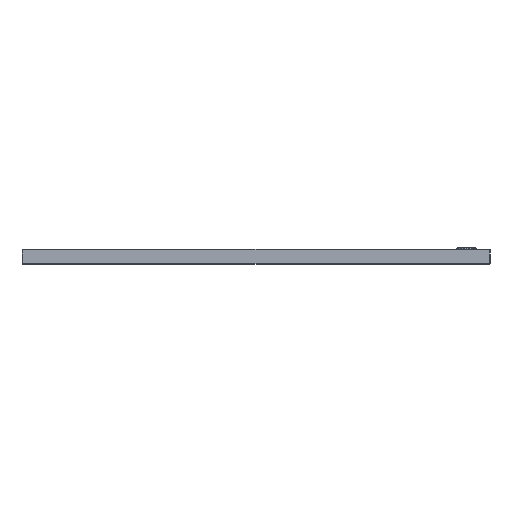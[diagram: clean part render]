
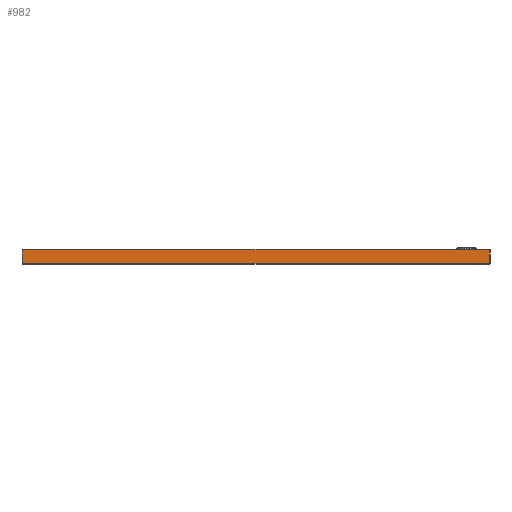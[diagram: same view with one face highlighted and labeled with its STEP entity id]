
A CAD part, left-side view. The second image highlights one B-rep face of the part: STEP entity #982.
In plain terms, the highlighted planar face has unit normal (-1, 0, 0).
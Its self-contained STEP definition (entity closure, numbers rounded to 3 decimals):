
#66 = DIRECTION ( 'NONE',  ( 0., 0., -1. ) ) ;
#89 = CARTESIAN_POINT ( 'NONE',  ( 0., 0., 19. ) ) ;
#102 = DIRECTION ( 'NONE',  ( 1., 0., 0. ) ) ;
#120 = LINE ( 'NONE', #1014, #1762 ) ;
#197 = ORIENTED_EDGE ( 'NONE', *, *, #229, .T. ) ;
#229 = EDGE_CURVE ( 'NONE', #441, #2212, #2728, .T. ) ;
#284 = DIRECTION ( 'NONE',  ( 0., 0., 1. ) ) ;
#313 = LINE ( 'NONE', #998, #1708 ) ;
#408 = VERTEX_POINT ( 'NONE', #2848 ) ;
#441 = VERTEX_POINT ( 'NONE', #704 ) ;
#510 = VECTOR ( 'NONE', #1805, 1000. ) ;
#552 = DIRECTION ( 'NONE',  ( 0., 0., -1. ) ) ;
#583 = CARTESIAN_POINT ( 'NONE',  ( 0., 594., 1. ) ) ;
#626 = EDGE_CURVE ( 'NONE', #408, #441, #313, .T. ) ;
#704 = CARTESIAN_POINT ( 'NONE',  ( 0., 1., 18. ) ) ;
#982 = ADVANCED_FACE ( 'NONE', ( #1181 ), #2071, .F. ) ;
#997 = ORIENTED_EDGE ( 'NONE', *, *, #1847, .T. ) ;
#998 = CARTESIAN_POINT ( 'NONE',  ( 0., 1., 19. ) ) ;
#1014 = CARTESIAN_POINT ( 'NONE',  ( 0., 594., 19. ) ) ;
#1164 = LINE ( 'NONE', #2741, #510 ) ;
#1181 = FACE_OUTER_BOUND ( 'NONE', #2813, .T. ) ;
#1244 = AXIS2_PLACEMENT_3D ( 'NONE', #89, #102, #66 ) ;
#1596 = ORIENTED_EDGE ( 'NONE', *, *, #626, .T. ) ;
#1708 = VECTOR ( 'NONE', #284, 1000. ) ;
#1762 = VECTOR ( 'NONE', #552, 1000. ) ;
#1805 = DIRECTION ( 'NONE',  ( 0., -1., 0. ) ) ;
#1814 = VERTEX_POINT ( 'NONE', #583 ) ;
#1847 = EDGE_CURVE ( 'NONE', #2212, #1814, #120, .T. ) ;
#2071 = PLANE ( 'NONE',  #1244 ) ;
#2212 = VERTEX_POINT ( 'NONE', #2823 ) ;
#2239 = ORIENTED_EDGE ( 'NONE', *, *, #2664, .T. ) ;
#2271 = VECTOR ( 'NONE', #2302, 1000. ) ;
#2302 = DIRECTION ( 'NONE',  ( 0., 1., 0. ) ) ;
#2471 = CARTESIAN_POINT ( 'NONE',  ( 0., 0., 18. ) ) ;
#2664 = EDGE_CURVE ( 'NONE', #1814, #408, #1164, .T. ) ;
#2728 = LINE ( 'NONE', #2471, #2271 ) ;
#2741 = CARTESIAN_POINT ( 'NONE',  ( 0., 0., 1. ) ) ;
#2813 = EDGE_LOOP ( 'NONE', ( #2239, #1596, #197, #997 ) ) ;
#2823 = CARTESIAN_POINT ( 'NONE',  ( 0., 594., 18. ) ) ;
#2848 = CARTESIAN_POINT ( 'NONE',  ( 0., 1., 1. ) ) ;
